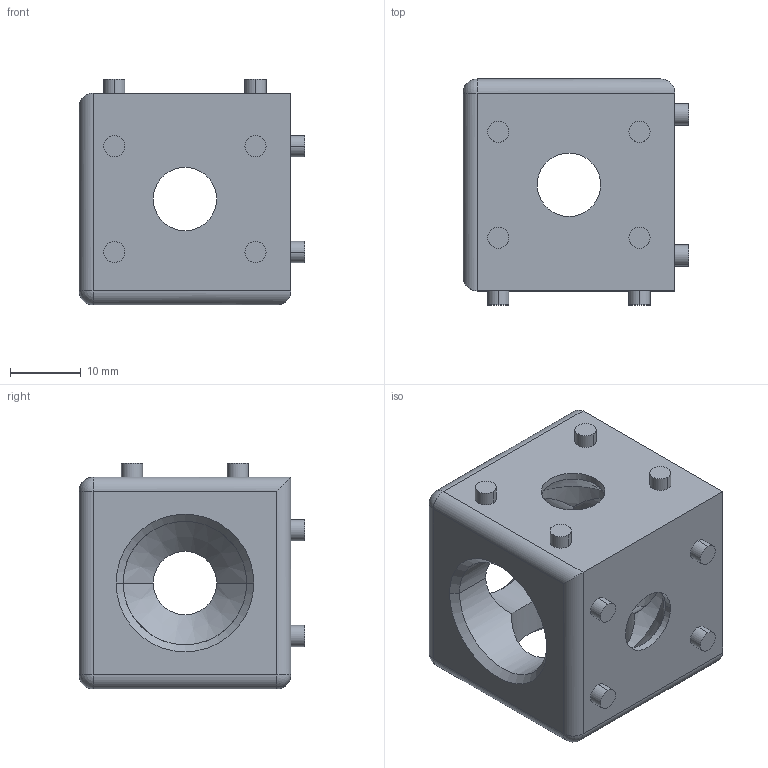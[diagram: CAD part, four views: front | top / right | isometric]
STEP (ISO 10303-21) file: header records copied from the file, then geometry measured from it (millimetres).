
FILE_DESCRIPTION (( 'STEP AP203' ), '1' );
FILE_NAME ('ALF-SC30TT.step', '2024-08-13T11:26:29', ( '' ), ( '' ), 'SwSTEP 2.0', 'SolidWorks 2022', '' );
FILE_SCHEMA (( 'CONFIG_CONTROL_DESIGN' ));
Length unit declared in the file: millimetre
Products named in the file (1): ALF-SC30TT
Bounding box: 32 x 32 x 32 mm (x, y, z)
Volume: 14570.8 mm3; surface area: 6704.2 mm2
Topology: 1 solids, 1 shells, 85 faces, 192 edges, 113 vertices
Faces by surface type: cylinder 51, plane 18, cone 12, sphere 4
Entity records: 2433 total; most frequent: CARTESIAN_POINT 456, DIRECTION 427, ORIENTED_EDGE 376, EDGE_CURVE 188, AXIS2_PLACEMENT_3D 176, VERTEX_POINT 113, EDGE_LOOP 103, CIRCLE 90
